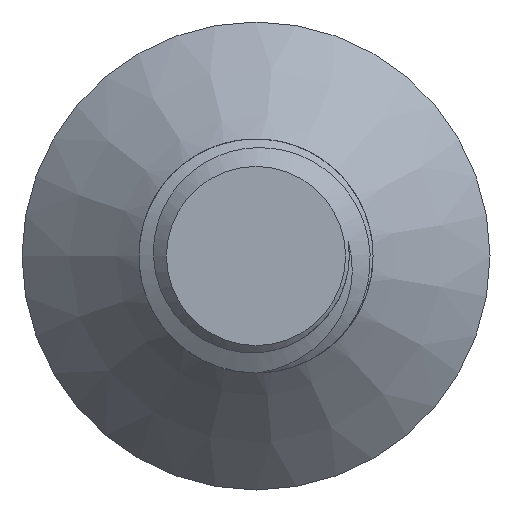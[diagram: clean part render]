
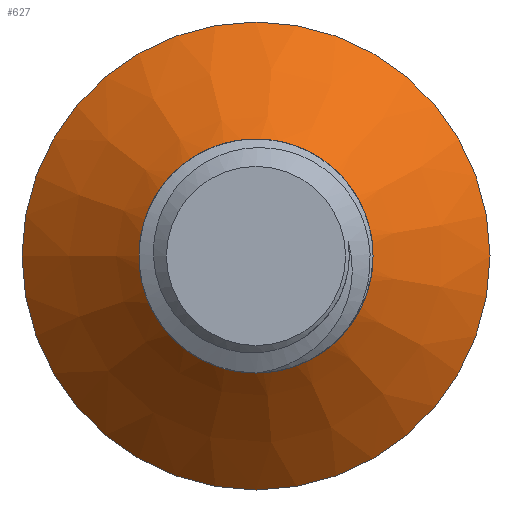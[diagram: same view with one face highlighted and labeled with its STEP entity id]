
A CAD part, left-side view. The second image highlights one B-rep face of the part: STEP entity #627.
In plain terms, the highlighted conical face has half-angle 45 degrees and reference radius 4 mm.
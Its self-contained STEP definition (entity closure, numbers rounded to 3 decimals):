
#38=CONICAL_SURFACE('',#684,4.,0.785);
#63=FACE_OUTER_BOUND('',#102,.T.);
#102=EDGE_LOOP('',(#469,#470,#471,#472,#473,#474,#475,#476));
#124=CIRCLE('',#664,4.);
#127=CIRCLE('',#685,8.);
#128=CIRCLE('',#686,3.188);
#171=B_SPLINE_CURVE_WITH_KNOTS('',3,(#2116,#2117,#2118,#2119,#2120,#2121,
#2122,#2123),.UNSPECIFIED.,.F.,.F.,(4,2,2,4),(3.77,4.083,
4.69,5.352),.UNSPECIFIED.);
#172=B_SPLINE_CURVE_WITH_KNOTS('',3,(#2125,#2126,#2127,#2128,#2129,#2130,
#2131,#2132,#2133,#2134,#2135,#2136,#2137,#2138),.UNSPECIFIED.,.F.,.F.,
(4,2,2,2,2,2,4),(0.,0.106,0.243,0.489,
0.681,0.786,0.889),.UNSPECIFIED.);
#173=B_SPLINE_CURVE_WITH_KNOTS('',3,(#2141,#2142,#2143,#2144,#2145,#2146,
#2147,#2148,#2149,#2150,#2151,#2152,#2153,#2154,#2155,#2156,#2157,#2158,
#2159,#2160,#2161,#2162,#2163,#2164,#2165,#2166,#2167,#2168,#2169,#2170,
#2171,#2172),.UNSPECIFIED.,.F.,.F.,(4,2,2,2,2,2,2,2,2,2,2,2,2,2,2,4),(0.,
0.098,0.197,0.338,0.488,
0.662,0.849,1.067,1.303,1.577,
1.882,2.228,2.614,3.05,3.534,
3.77),.UNSPECIFIED.);
#198=LINE('',#2115,#230);
#230=VECTOR('',#781,4.);
#247=VERTEX_POINT('',#858);
#248=VERTEX_POINT('',#889);
#285=VERTEX_POINT('',#2112);
#286=VERTEX_POINT('',#2114);
#287=VERTEX_POINT('',#2124);
#288=VERTEX_POINT('',#2139);
#306=EDGE_CURVE('',#248,#247,#124,.T.);
#359=EDGE_CURVE('',#285,#285,#127,.T.);
#360=EDGE_CURVE('',#285,#286,#198,.T.);
#361=EDGE_CURVE('',#286,#248,#171,.T.);
#362=EDGE_CURVE('',#247,#287,#172,.T.);
#363=EDGE_CURVE('',#287,#288,#128,.T.);
#364=EDGE_CURVE('',#288,#286,#173,.T.);
#469=ORIENTED_EDGE('',*,*,#359,.F.);
#470=ORIENTED_EDGE('',*,*,#360,.T.);
#471=ORIENTED_EDGE('',*,*,#361,.T.);
#472=ORIENTED_EDGE('',*,*,#306,.T.);
#473=ORIENTED_EDGE('',*,*,#362,.T.);
#474=ORIENTED_EDGE('',*,*,#363,.T.);
#475=ORIENTED_EDGE('',*,*,#364,.T.);
#476=ORIENTED_EDGE('',*,*,#360,.F.);
#627=ADVANCED_FACE('',(#63),#38,.T.);
#664=AXIS2_PLACEMENT_3D('',#890,#721,#722);
#684=AXIS2_PLACEMENT_3D('',#2111,#777,#778);
#685=AXIS2_PLACEMENT_3D('',#2113,#779,#780);
#686=AXIS2_PLACEMENT_3D('',#2140,#782,#783);
#721=DIRECTION('center_axis',(0.,0.,1.));
#722=DIRECTION('ref_axis',(0.,-1.,0.));
#777=DIRECTION('center_axis',(0.,0.,1.));
#778=DIRECTION('ref_axis',(0.,-1.,0.));
#779=DIRECTION('center_axis',(0.,0.,1.));
#780=DIRECTION('ref_axis',(0.,-1.,0.));
#781=DIRECTION('',(0.,-0.707,-0.707));
#782=DIRECTION('center_axis',(0.,0.,1.));
#783=DIRECTION('ref_axis',(1.,0.,0.));
#858=CARTESIAN_POINT('',(-3.926,-0.765,-4.4));
#889=CARTESIAN_POINT('',(-3.317,2.236,-4.4));
#890=CARTESIAN_POINT('Origin',(0.,0.,-4.4));
#2111=CARTESIAN_POINT('Origin',(0.,0.,-4.4));
#2112=CARTESIAN_POINT('',(0.,8.,-0.4));
#2113=CARTESIAN_POINT('Origin',(0.,0.,-0.4));
#2114=CARTESIAN_POINT('',(0.,3.877,-4.523));
#2115=CARTESIAN_POINT('',(0.,4.,-4.4));
#2116=CARTESIAN_POINT('Ctrl Pts',(0.,3.877,
-4.523));
#2117=CARTESIAN_POINT('Ctrl Pts',(-0.295,3.886,-4.514));
#2118=CARTESIAN_POINT('Ctrl Pts',(-0.576,3.861,-4.505));
#2119=CARTESIAN_POINT('Ctrl Pts',(-1.335,3.721,-4.48));
#2120=CARTESIAN_POINT('Ctrl Pts',(-1.814,3.532,-4.463));
#2121=CARTESIAN_POINT('Ctrl Pts',(-2.71,2.956,-4.428));
#2122=CARTESIAN_POINT('Ctrl Pts',(-3.062,2.59,-4.414));
#2123=CARTESIAN_POINT('Ctrl Pts',(-3.317,2.236,-4.4));
#2124=CARTESIAN_POINT('',(-0.115,3.186,-5.212));
#2125=CARTESIAN_POINT('Ctrl Pts',(-3.926,-0.765,
-4.4));
#2126=CARTESIAN_POINT('Ctrl Pts',(-3.952,-0.416,
-4.441));
#2127=CARTESIAN_POINT('Ctrl Pts',(-3.929,-0.123,
-4.474));
#2128=CARTESIAN_POINT('Ctrl Pts',(-3.863,0.357,-4.53));
#2129=CARTESIAN_POINT('Ctrl Pts',(-3.796,0.624,-4.563));
#2130=CARTESIAN_POINT('Ctrl Pts',(-3.528,1.338,-4.658));
#2131=CARTESIAN_POINT('Ctrl Pts',(-3.268,1.756,-4.721));
#2132=CARTESIAN_POINT('Ctrl Pts',(-2.673,2.392,-4.834));
#2133=CARTESIAN_POINT('Ctrl Pts',(-2.305,2.699,-4.891));
#2134=CARTESIAN_POINT('Ctrl Pts',(-1.546,3.037,-5.005));
#2135=CARTESIAN_POINT('Ctrl Pts',(-1.265,3.119,-5.046));
#2136=CARTESIAN_POINT('Ctrl Pts',(-0.691,3.209,-5.13));
#2137=CARTESIAN_POINT('Ctrl Pts',(-0.402,3.216,-5.171));
#2138=CARTESIAN_POINT('Ctrl Pts',(-0.115,3.186,-5.212));
#2139=CARTESIAN_POINT('',(-2.334,2.172,-5.212));
#2140=CARTESIAN_POINT('Origin',(0.,0.,-5.212));
#2141=CARTESIAN_POINT('Ctrl Pts',(-2.334,2.172,-5.212));
#2142=CARTESIAN_POINT('Ctrl Pts',(-2.566,1.94,-5.199));
#2143=CARTESIAN_POINT('Ctrl Pts',(-2.762,1.675,-5.186));
#2144=CARTESIAN_POINT('Ctrl Pts',(-3.067,1.095,-5.16));
#2145=CARTESIAN_POINT('Ctrl Pts',(-3.174,0.785,-5.147));
#2146=CARTESIAN_POINT('Ctrl Pts',(-3.317,-0.001,
-5.117));
#2147=CARTESIAN_POINT('Ctrl Pts',(-3.293,-0.444,
-5.101));
#2148=CARTESIAN_POINT('Ctrl Pts',(-3.118,-1.246,-5.069));
#2149=CARTESIAN_POINT('Ctrl Pts',(-2.95,-1.637,-5.053));
#2150=CARTESIAN_POINT('Ctrl Pts',(-2.439,-2.392,-5.019));
#2151=CARTESIAN_POINT('Ctrl Pts',(-2.101,-2.7,-5.003));
#2152=CARTESIAN_POINT('Ctrl Pts',(-1.398,-3.16,-4.972));
#2153=CARTESIAN_POINT('Ctrl Pts',(-0.992,-3.327,
-4.955));
#2154=CARTESIAN_POINT('Ctrl Pts',(-0.069,-3.515,
-4.921));
#2155=CARTESIAN_POINT('Ctrl Pts',(0.4,-3.496,-4.905));
#2156=CARTESIAN_POINT('Ctrl Pts',(1.247,-3.328,-4.874));
#2157=CARTESIAN_POINT('Ctrl Pts',(1.667,-3.158,-4.857));
#2158=CARTESIAN_POINT('Ctrl Pts',(2.481,-2.629,-4.823));
#2159=CARTESIAN_POINT('Ctrl Pts',(2.811,-2.276,-4.807));
#2160=CARTESIAN_POINT('Ctrl Pts',(3.317,-1.536,-4.776));
#2161=CARTESIAN_POINT('Ctrl Pts',(3.504,-1.097,-4.759));
#2162=CARTESIAN_POINT('Ctrl Pts',(3.713,-0.113,-4.724));
#2163=CARTESIAN_POINT('Ctrl Pts',(3.697,0.381,-4.709));
#2164=CARTESIAN_POINT('Ctrl Pts',(3.528,1.284,-4.677));
#2165=CARTESIAN_POINT('Ctrl Pts',(3.346,1.739,-4.66));
#2166=CARTESIAN_POINT('Ctrl Pts',(2.785,2.606,-4.625));
#2167=CARTESIAN_POINT('Ctrl Pts',(2.416,2.955,-4.61));
#2168=CARTESIAN_POINT('Ctrl Pts',(1.637,3.489,-4.578));
#2169=CARTESIAN_POINT('Ctrl Pts',(1.176,3.688,-4.561));
#2170=CARTESIAN_POINT('Ctrl Pts',(0.453,3.844,-4.537));
#2171=CARTESIAN_POINT('Ctrl Pts',(0.223,3.87,-4.53));
#2172=CARTESIAN_POINT('Ctrl Pts',(0.,3.877,
-4.523));
